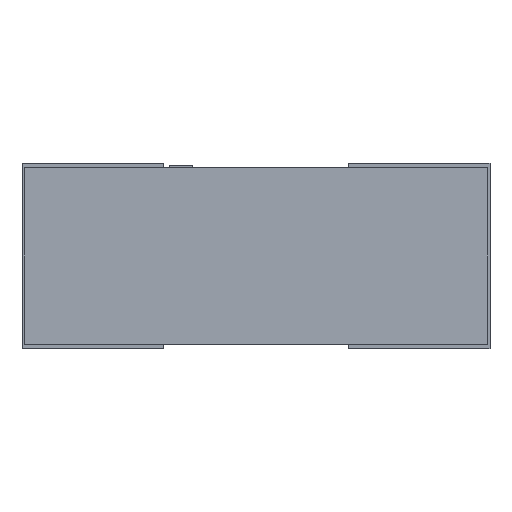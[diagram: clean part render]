
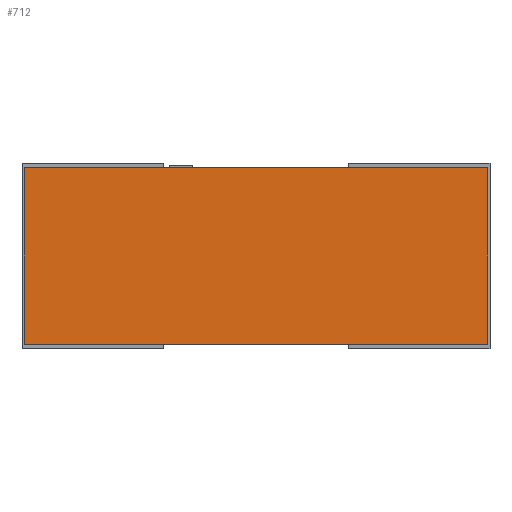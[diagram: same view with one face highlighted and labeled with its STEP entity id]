
A CAD part, front view. The second image highlights one B-rep face of the part: STEP entity #712.
In plain terms, the highlighted planar face has unit normal (0, -1, 0).
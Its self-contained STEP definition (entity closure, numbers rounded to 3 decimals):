
#41 = VERTEX_POINT('',#42);
#42 = CARTESIAN_POINT('',(-1.,-0.65,0.78));
#51 = PLANE('',#52);
#52 = AXIS2_PLACEMENT_3D('',#53,#54,#55);
#53 = CARTESIAN_POINT('',(-1.,-0.65,0.02));
#54 = DIRECTION('',(1.,0.,0.));
#55 = DIRECTION('',(0.,0.,1.));
#63 = PLANE('',#64);
#64 = AXIS2_PLACEMENT_3D('',#65,#66,#67);
#65 = CARTESIAN_POINT('',(-1.,-0.65,0.78));
#66 = DIRECTION('',(0.,0.,1.));
#67 = DIRECTION('',(1.,0.,0.));
#75 = EDGE_CURVE('',#76,#41,#78,.T.);
#76 = VERTEX_POINT('',#77);
#77 = CARTESIAN_POINT('',(-1.,-0.65,0.02));
#78 = SURFACE_CURVE('',#79,(#83,#90),.PCURVE_S1.);
#79 = LINE('',#80,#81);
#80 = CARTESIAN_POINT('',(-1.,-0.65,0.02));
#81 = VECTOR('',#82,1.);
#82 = DIRECTION('',(0.,0.,1.));
#83 = PCURVE('',#51,#84);
#84 = DEFINITIONAL_REPRESENTATION('',(#85),#89);
#85 = LINE('',#86,#87);
#86 = CARTESIAN_POINT('',(0.,0.));
#87 = VECTOR('',#88,1.);
#88 = DIRECTION('',(1.,0.));
#89 = ( GEOMETRIC_REPRESENTATION_CONTEXT(2) 
PARAMETRIC_REPRESENTATION_CONTEXT() REPRESENTATION_CONTEXT('2D SPACE',''
  ) );
#90 = PCURVE('',#91,#96);
#91 = PLANE('',#92);
#92 = AXIS2_PLACEMENT_3D('',#93,#94,#95);
#93 = CARTESIAN_POINT('',(-1.,-0.65,0.02));
#94 = DIRECTION('',(0.,1.,0.));
#95 = DIRECTION('',(0.,0.,1.));
#96 = DEFINITIONAL_REPRESENTATION('',(#97),#101);
#97 = LINE('',#98,#99);
#98 = CARTESIAN_POINT('',(0.,0.));
#99 = VECTOR('',#100,1.);
#100 = DIRECTION('',(1.,0.));
#101 = ( GEOMETRIC_REPRESENTATION_CONTEXT(2) 
PARAMETRIC_REPRESENTATION_CONTEXT() REPRESENTATION_CONTEXT('2D SPACE',''
  ) );
#119 = PLANE('',#120);
#120 = AXIS2_PLACEMENT_3D('',#121,#122,#123);
#121 = CARTESIAN_POINT('',(-1.,-0.65,0.02));
#122 = DIRECTION('',(0.,0.,1.));
#123 = DIRECTION('',(1.,0.,0.));
#159 = EDGE_CURVE('',#41,#160,#162,.T.);
#160 = VERTEX_POINT('',#161);
#161 = CARTESIAN_POINT('',(1.,-0.65,0.78));
#162 = SURFACE_CURVE('',#163,(#167,#174),.PCURVE_S1.);
#163 = LINE('',#164,#165);
#164 = CARTESIAN_POINT('',(-1.,-0.65,0.78));
#165 = VECTOR('',#166,1.);
#166 = DIRECTION('',(1.,0.,0.));
#167 = PCURVE('',#63,#168);
#168 = DEFINITIONAL_REPRESENTATION('',(#169),#173);
#169 = LINE('',#170,#171);
#170 = CARTESIAN_POINT('',(0.,0.));
#171 = VECTOR('',#172,1.);
#172 = DIRECTION('',(1.,0.));
#173 = ( GEOMETRIC_REPRESENTATION_CONTEXT(2) 
PARAMETRIC_REPRESENTATION_CONTEXT() REPRESENTATION_CONTEXT('2D SPACE',''
  ) );
#174 = PCURVE('',#91,#175);
#175 = DEFINITIONAL_REPRESENTATION('',(#176),#180);
#176 = LINE('',#177,#178);
#177 = CARTESIAN_POINT('',(0.76,0.));
#178 = VECTOR('',#179,1.);
#179 = DIRECTION('',(0.,1.));
#180 = ( GEOMETRIC_REPRESENTATION_CONTEXT(2) 
PARAMETRIC_REPRESENTATION_CONTEXT() REPRESENTATION_CONTEXT('2D SPACE',''
  ) );
#198 = PLANE('',#199);
#199 = AXIS2_PLACEMENT_3D('',#200,#201,#202);
#200 = CARTESIAN_POINT('',(1.,-0.65,0.02));
#201 = DIRECTION('',(1.,0.,0.));
#202 = DIRECTION('',(0.,0.,1.));
#494 = EDGE_CURVE('',#76,#495,#497,.T.);
#495 = VERTEX_POINT('',#496);
#496 = CARTESIAN_POINT('',(1.,-0.65,0.02));
#497 = SURFACE_CURVE('',#498,(#502,#509),.PCURVE_S1.);
#498 = LINE('',#499,#500);
#499 = CARTESIAN_POINT('',(-1.,-0.65,0.02));
#500 = VECTOR('',#501,1.);
#501 = DIRECTION('',(1.,0.,0.));
#502 = PCURVE('',#119,#503);
#503 = DEFINITIONAL_REPRESENTATION('',(#504),#508);
#504 = LINE('',#505,#506);
#505 = CARTESIAN_POINT('',(0.,0.));
#506 = VECTOR('',#507,1.);
#507 = DIRECTION('',(1.,0.));
#508 = ( GEOMETRIC_REPRESENTATION_CONTEXT(2) 
PARAMETRIC_REPRESENTATION_CONTEXT() REPRESENTATION_CONTEXT('2D SPACE',''
  ) );
#509 = PCURVE('',#91,#510);
#510 = DEFINITIONAL_REPRESENTATION('',(#511),#515);
#511 = LINE('',#512,#513);
#512 = CARTESIAN_POINT('',(0.,0.));
#513 = VECTOR('',#514,1.);
#514 = DIRECTION('',(0.,1.));
#515 = ( GEOMETRIC_REPRESENTATION_CONTEXT(2) 
PARAMETRIC_REPRESENTATION_CONTEXT() REPRESENTATION_CONTEXT('2D SPACE',''
  ) );
#712 = ADVANCED_FACE('',(#713),#91,.F.);
#713 = FACE_BOUND('',#714,.F.);
#714 = EDGE_LOOP('',(#715,#716,#717,#718));
#715 = ORIENTED_EDGE('',*,*,#494,.F.);
#716 = ORIENTED_EDGE('',*,*,#75,.T.);
#717 = ORIENTED_EDGE('',*,*,#159,.T.);
#718 = ORIENTED_EDGE('',*,*,#719,.F.);
#719 = EDGE_CURVE('',#495,#160,#720,.T.);
#720 = SURFACE_CURVE('',#721,(#725,#732),.PCURVE_S1.);
#721 = LINE('',#722,#723);
#722 = CARTESIAN_POINT('',(1.,-0.65,0.02));
#723 = VECTOR('',#724,1.);
#724 = DIRECTION('',(0.,0.,1.));
#725 = PCURVE('',#91,#726);
#726 = DEFINITIONAL_REPRESENTATION('',(#727),#731);
#727 = LINE('',#728,#729);
#728 = CARTESIAN_POINT('',(0.,2.));
#729 = VECTOR('',#730,1.);
#730 = DIRECTION('',(1.,0.));
#731 = ( GEOMETRIC_REPRESENTATION_CONTEXT(2) 
PARAMETRIC_REPRESENTATION_CONTEXT() REPRESENTATION_CONTEXT('2D SPACE',''
  ) );
#732 = PCURVE('',#198,#733);
#733 = DEFINITIONAL_REPRESENTATION('',(#734),#738);
#734 = LINE('',#735,#736);
#735 = CARTESIAN_POINT('',(0.,0.));
#736 = VECTOR('',#737,1.);
#737 = DIRECTION('',(1.,0.));
#738 = ( GEOMETRIC_REPRESENTATION_CONTEXT(2) 
PARAMETRIC_REPRESENTATION_CONTEXT() REPRESENTATION_CONTEXT('2D SPACE',''
  ) );
